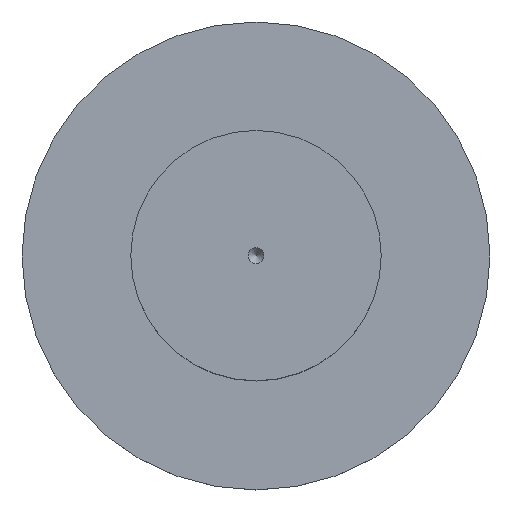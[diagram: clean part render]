
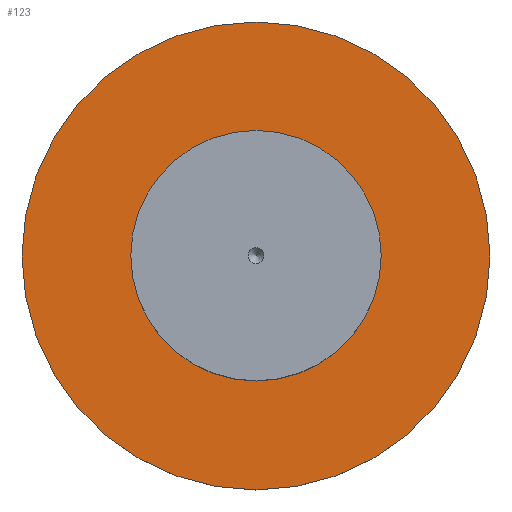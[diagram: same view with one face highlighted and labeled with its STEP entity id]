
A CAD part, top view. The second image highlights one B-rep face of the part: STEP entity #123.
In plain terms, the highlighted planar face has unit normal (0, 0, 1).
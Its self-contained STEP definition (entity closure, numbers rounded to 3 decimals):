
#17=FACE_BOUND('',#50,.T.);
#21=PLANE('',#154);
#39=FACE_OUTER_BOUND('',#49,.T.);
#49=EDGE_LOOP('',(#106));
#50=EDGE_LOOP('',(#107));
#59=CIRCLE('',#147,7.35);
#62=CIRCLE('',#153,3.2);
#68=VERTEX_POINT('',#214);
#71=VERTEX_POINT('',#224);
#80=EDGE_CURVE('',#68,#68,#59,.T.);
#83=EDGE_CURVE('',#71,#71,#62,.T.);
#106=ORIENTED_EDGE('',*,*,#80,.F.);
#107=ORIENTED_EDGE('',*,*,#83,.T.);
#123=ADVANCED_FACE('',(#39,#17),#21,.T.);
#147=AXIS2_PLACEMENT_3D('',#216,#175,#176);
#153=AXIS2_PLACEMENT_3D('',#225,#187,#188);
#154=AXIS2_PLACEMENT_3D('',#227,#190,#191);
#175=DIRECTION('center_axis',(0.,0.,-1.));
#176=DIRECTION('ref_axis',(1.,0.,0.));
#187=DIRECTION('center_axis',(0.,0.,-1.));
#188=DIRECTION('ref_axis',(1.,0.,0.));
#190=DIRECTION('center_axis',(0.,0.,1.));
#191=DIRECTION('ref_axis',(1.,0.,0.));
#214=CARTESIAN_POINT('',(0.,-7.35,-6.));
#216=CARTESIAN_POINT('Origin',(0.,0.,-6.));
#224=CARTESIAN_POINT('',(0.,-3.2,-6.));
#225=CARTESIAN_POINT('Origin',(0.,0.,-6.));
#227=CARTESIAN_POINT('Origin',(0.,7.35,-6.));
